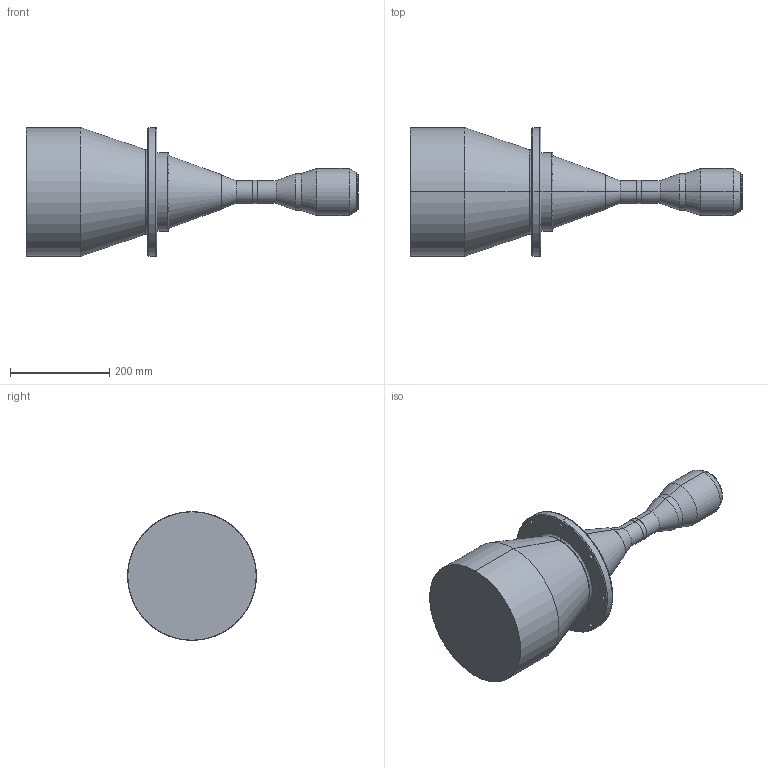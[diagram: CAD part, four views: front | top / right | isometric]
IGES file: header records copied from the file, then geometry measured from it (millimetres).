
Start section: SolidWorks IGES file using analytic representation for surfaces
Global section: file name: DTCM16K-216-AL IGESͼ.IGS,; native system: SolidWorks 2017; preprocessor: SolidWorks 2017; author: Administrator; date: 191113.101644; units: millimetre
Bounding box: 670.7 x 260 x 260 mm (x, y, z)
Surface area: 438114.6 mm2 (no closed solid volume)
Topology: 0 solids, 0 shells, 72 faces, 1912 edges, 1912 vertices
Faces by surface type: revolution 52, bspline 20
